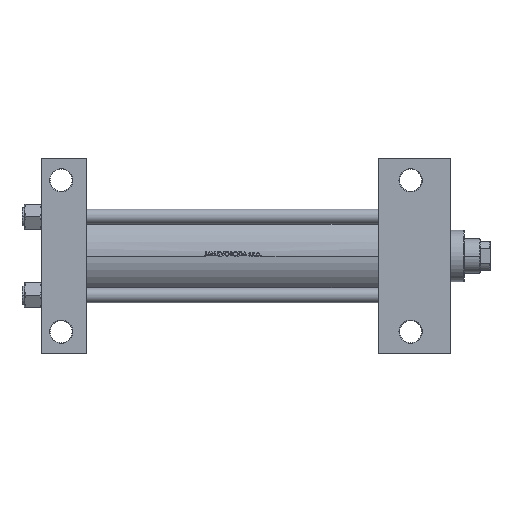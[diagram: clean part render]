
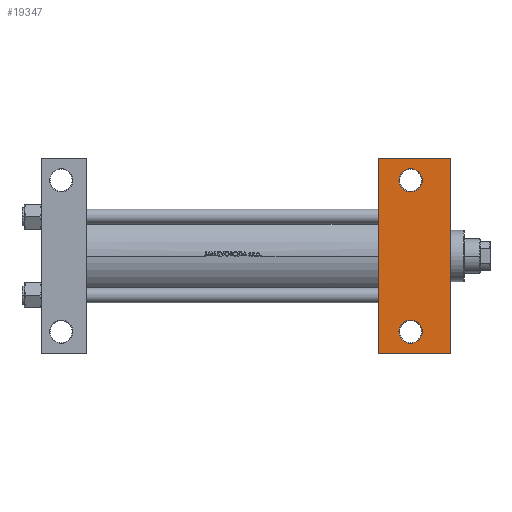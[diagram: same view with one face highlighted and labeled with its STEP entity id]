
A CAD part, front view. The second image highlights one B-rep face of the part: STEP entity #19347.
In plain terms, the highlighted face is planar.
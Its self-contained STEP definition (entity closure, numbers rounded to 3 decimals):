
#428 = ORIENTED_EDGE ( 'NONE', *, *, #28769, .T. ) ;
#981 = EDGE_LOOP ( 'NONE', ( #3841, #10603, #2367, #2196 ) ) ;
#1373 = AXIS2_PLACEMENT_3D ( 'NONE', #3353, #25515, #40205 ) ;
#2196 = ORIENTED_EDGE ( 'NONE', *, *, #6809, .T. ) ;
#2367 = ORIENTED_EDGE ( 'NONE', *, *, #42397, .T. ) ;
#3183 = EDGE_LOOP ( 'NONE', ( #37154, #24363 ) ) ;
#3212 = EDGE_CURVE ( 'NONE', #37335, #44582, #38627, .T. ) ;
#3353 = CARTESIAN_POINT ( 'NONE',  ( 302., 62., -45. ) ) ;
#3841 = ORIENTED_EDGE ( 'NONE', *, *, #12050, .F. ) ;
#5449 = CIRCLE ( 'NONE', #17735, 9.5 ) ;
#6040 = CARTESIAN_POINT ( 'NONE',  ( 276., -80., -45. ) ) ;
#6809 = EDGE_CURVE ( 'NONE', #22233, #39933, #9896, .T. ) ;
#7433 = AXIS2_PLACEMENT_3D ( 'NONE', #30743, #12423, #31223 ) ;
#9393 = LINE ( 'NONE', #10102, #28860 ) ;
#9677 = VECTOR ( 'NONE', #37426, 1000. ) ;
#9896 = LINE ( 'NONE', #6040, #47198 ) ;
#9938 = CARTESIAN_POINT ( 'NONE',  ( 292.5, 62., -45. ) ) ;
#10102 = CARTESIAN_POINT ( 'NONE',  ( 335., 45., -45. ) ) ;
#10603 = ORIENTED_EDGE ( 'NONE', *, *, #3212, .T. ) ;
#10696 = CARTESIAN_POINT ( 'NONE',  ( 335., 45., -45. ) ) ;
#10923 = DIRECTION ( 'NONE',  ( 0., 0., -1. ) ) ;
#11170 = LINE ( 'NONE', #40799, #9677 ) ;
#12050 = EDGE_CURVE ( 'NONE', #37335, #39933, #11170, .T. ) ;
#12147 = DIRECTION ( 'NONE',  ( 0., 0., 1. ) ) ;
#12220 = VERTEX_POINT ( 'NONE', #9938 ) ;
#12423 = DIRECTION ( 'NONE',  ( 0., 0., 1. ) ) ;
#12480 = DIRECTION ( 'NONE',  ( -1., 0., 0. ) ) ;
#13287 = CARTESIAN_POINT ( 'NONE',  ( 311.5, 62., -45. ) ) ;
#15808 = EDGE_LOOP ( 'NONE', ( #45887, #428 ) ) ;
#16735 = CIRCLE ( 'NONE', #1373, 9.5 ) ;
#16918 = CARTESIAN_POINT ( 'NONE',  ( 276., 80., -45. ) ) ;
#17429 = FACE_OUTER_BOUND ( 'NONE', #981, .T. ) ;
#17735 = AXIS2_PLACEMENT_3D ( 'NONE', #37210, #12147, #19848 ) ;
#19347 = ADVANCED_FACE ( 'NONE', ( #39613, #35772, #17429 ), #32150, .T. ) ;
#19848 = DIRECTION ( 'NONE',  ( -1., 0., 0. ) ) ;
#20230 = DIRECTION ( 'NONE',  ( 0., -1., 0. ) ) ;
#21584 = EDGE_CURVE ( 'NONE', #12220, #33132, #16735, .T. ) ;
#22081 = CIRCLE ( 'NONE', #7433, 9.5 ) ;
#22233 = VERTEX_POINT ( 'NONE', #43890 ) ;
#22568 = VECTOR ( 'NONE', #46342, 1000. ) ;
#24363 = ORIENTED_EDGE ( 'NONE', *, *, #26758, .T. ) ;
#25515 = DIRECTION ( 'NONE',  ( 0., 0., 1. ) ) ;
#26318 = CARTESIAN_POINT ( 'NONE',  ( 335., 80., -45. ) ) ;
#26758 = EDGE_CURVE ( 'NONE', #33132, #12220, #5449, .T. ) ;
#27263 = VERTEX_POINT ( 'NONE', #43521 ) ;
#28525 = DIRECTION ( 'NONE',  ( -1., 0., 0. ) ) ;
#28769 = EDGE_CURVE ( 'NONE', #27263, #42862, #33937, .T. ) ;
#28860 = VECTOR ( 'NONE', #20230, 1000. ) ;
#30743 = CARTESIAN_POINT ( 'NONE',  ( 302., -62., -45. ) ) ;
#31223 = DIRECTION ( 'NONE',  ( -1., 0., 0. ) ) ;
#31344 = CARTESIAN_POINT ( 'NONE',  ( 276., 80., -45. ) ) ;
#32150 = PLANE ( 'NONE',  #35272 ) ;
#33132 = VERTEX_POINT ( 'NONE', #13287 ) ;
#33937 = CIRCLE ( 'NONE', #44718, 9.5 ) ;
#34654 = CARTESIAN_POINT ( 'NONE',  ( 302., -62., -45. ) ) ;
#35272 = AXIS2_PLACEMENT_3D ( 'NONE', #10696, #10923, #28525 ) ;
#35772 = FACE_BOUND ( 'NONE', #15808, .T. ) ;
#36341 = CARTESIAN_POINT ( 'NONE',  ( 276., -80., -45. ) ) ;
#37154 = ORIENTED_EDGE ( 'NONE', *, *, #21584, .T. ) ;
#37210 = CARTESIAN_POINT ( 'NONE',  ( 302., 62., -45. ) ) ;
#37335 = VERTEX_POINT ( 'NONE', #31344 ) ;
#37426 = DIRECTION ( 'NONE',  ( 0., -1., 0. ) ) ;
#38627 = LINE ( 'NONE', #16918, #22568 ) ;
#38967 = DIRECTION ( 'NONE',  ( 0., 0., 1. ) ) ;
#39613 = FACE_BOUND ( 'NONE', #3183, .T. ) ;
#39933 = VERTEX_POINT ( 'NONE', #36341 ) ;
#40205 = DIRECTION ( 'NONE',  ( -1., 0., 0. ) ) ;
#40799 = CARTESIAN_POINT ( 'NONE',  ( 276., 45., -45. ) ) ;
#42397 = EDGE_CURVE ( 'NONE', #44582, #22233, #9393, .T. ) ;
#42862 = VERTEX_POINT ( 'NONE', #44850 ) ;
#43367 = DIRECTION ( 'NONE',  ( -1., 0., 0. ) ) ;
#43521 = CARTESIAN_POINT ( 'NONE',  ( 311.5, -62., -45. ) ) ;
#43890 = CARTESIAN_POINT ( 'NONE',  ( 335., -80., -45. ) ) ;
#44582 = VERTEX_POINT ( 'NONE', #26318 ) ;
#44718 = AXIS2_PLACEMENT_3D ( 'NONE', #34654, #38967, #12480 ) ;
#44850 = CARTESIAN_POINT ( 'NONE',  ( 292.5, -62., -45. ) ) ;
#45887 = ORIENTED_EDGE ( 'NONE', *, *, #46511, .T. ) ;
#46342 = DIRECTION ( 'NONE',  ( 1., 0., 0. ) ) ;
#46511 = EDGE_CURVE ( 'NONE', #42862, #27263, #22081, .T. ) ;
#47198 = VECTOR ( 'NONE', #43367, 1000. ) ;
